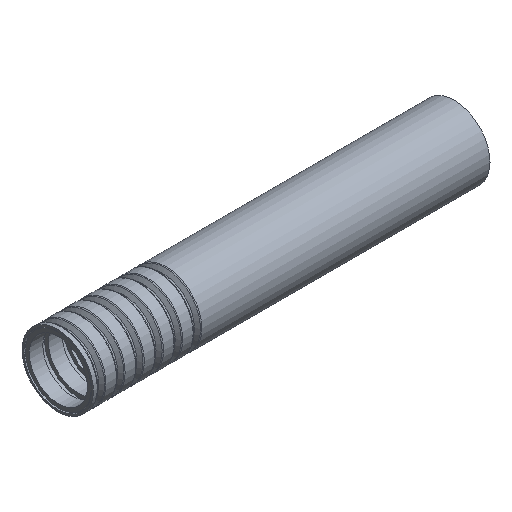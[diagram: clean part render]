
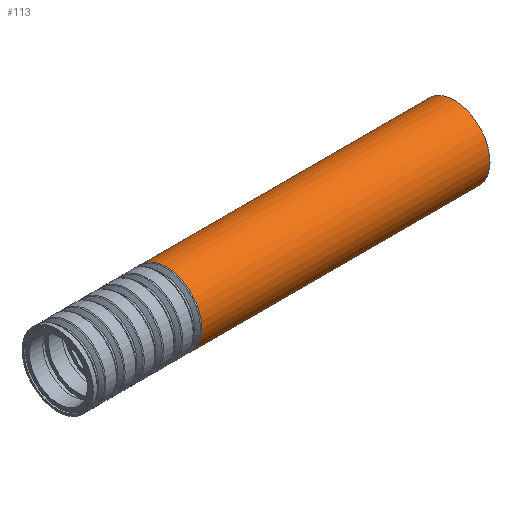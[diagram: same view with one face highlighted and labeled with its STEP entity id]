
A CAD part, isometric view. The second image highlights one B-rep face of the part: STEP entity #113.
In plain terms, the highlighted cylindrical face has radius 13.5 mm (diameter 27 mm), a full revolution.
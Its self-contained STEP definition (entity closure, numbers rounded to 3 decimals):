
#113 = ADVANCED_FACE( '', ( #264, #265 ), #266, .T. );
#264 = FACE_OUTER_BOUND( '', #486, .T. );
#265 = FACE_OUTER_BOUND( '', #487, .T. );
#266 = CYLINDRICAL_SURFACE( '', #488, 13.5 );
#486 = EDGE_LOOP( '', ( #784 ) );
#487 = EDGE_LOOP( '', ( #785 ) );
#488 = AXIS2_PLACEMENT_3D( '', #786, #787, #788 );
#784 = ORIENTED_EDGE( '', *, *, #1003, .T. );
#785 = ORIENTED_EDGE( '', *, *, #1002, .F. );
#786 = CARTESIAN_POINT( '', ( 4., 0., 0. ) );
#787 = DIRECTION( '', ( -1., 0., 0. ) );
#788 = DIRECTION( '', ( 0., 0., -1. ) );
#1002 = EDGE_CURVE( '', #1114, #1114, #1115, .T. );
#1003 = EDGE_CURVE( '', #1116, #1116, #1117, .T. );
#1114 = VERTEX_POINT( '', #1262 );
#1115 = CIRCLE( '', #1263, 13.5 );
#1116 = VERTEX_POINT( '', #1264 );
#1117 = CIRCLE( '', #1265, 13.5 );
#1262 = CARTESIAN_POINT( '', ( 150., 0., -13.5 ) );
#1263 = AXIS2_PLACEMENT_3D( '', #1448, #1449, #1450 );
#1264 = CARTESIAN_POINT( '', ( 41.009, 0., -13.5 ) );
#1265 = AXIS2_PLACEMENT_3D( '', #1451, #1452, #1453 );
#1448 = CARTESIAN_POINT( '', ( 150., 0., 0. ) );
#1449 = DIRECTION( '', ( 1., 0., 0. ) );
#1450 = DIRECTION( '', ( 0., 0., -1. ) );
#1451 = CARTESIAN_POINT( '', ( 41.009, 0., 0. ) );
#1452 = DIRECTION( '', ( 1., 0., 0. ) );
#1453 = DIRECTION( '', ( 0., 0., -1. ) );
